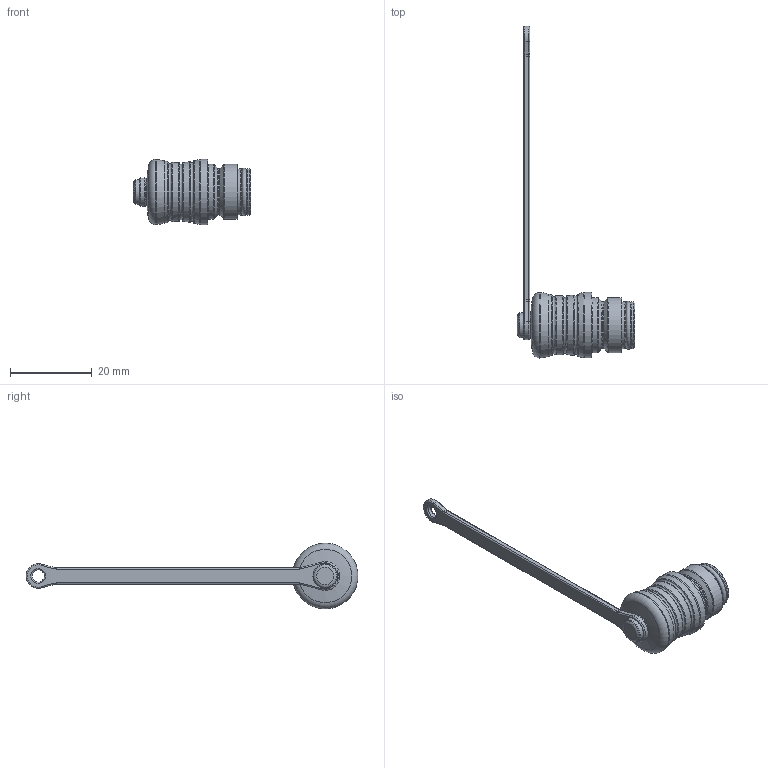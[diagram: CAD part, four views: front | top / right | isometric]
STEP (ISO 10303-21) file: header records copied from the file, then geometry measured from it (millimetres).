
FILE_DESCRIPTION(/* description */ (''),/* implementation_level */ '2;1');
FILE_NAME(/* name */ '08-2559-000-000-001_00.stp',/* time_stamp */ '2023-05-03T13:15:38+02:00',/* author */ (''),/* organization */ (''),/* preprocessor_version */ 'ST-DEVELOPER v16',/* originating_system */ 'SIEMENS PLM Software NX 11.0',/* authorisation */ '');
FILE_SCHEMA (('AUTOMOTIVE_DESIGN { 1 0 10303 214 3 1 1 1 }'));
Length unit declared in the file: millimetre
Products named in the file (1): atoc183847192jil
Bounding box: 28.57 x 80.99 x 16 mm (x, y, z)
Volume: 3134.5 mm3; surface area: 2996.3 mm2
Topology: 1 solids, 1 shells, 98 faces, 229 edges, 139 vertices
Faces by surface type: torus 43, cylinder 29, plane 19, cone 5, bspline 2
Full cylindrical faces by diameter (mm): 3 x1, 6 x1, 8.3 x1, 10.8 x2, 11.4 x2, 16 x2
Entity records: 2924 total; most frequent: CARTESIAN_POINT 601, DIRECTION 456, ORIENTED_EDGE 342, AXIS2_PLACEMENT_3D 204, EDGE_CURVE 171, EDGE_LOOP 146, VERTEX_POINT 121, CIRCLE 107
